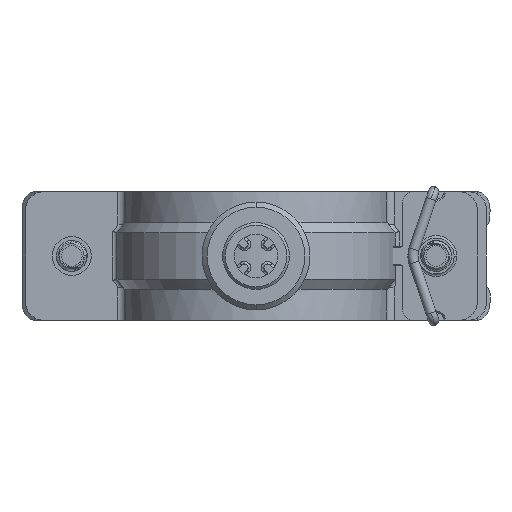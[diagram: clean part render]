
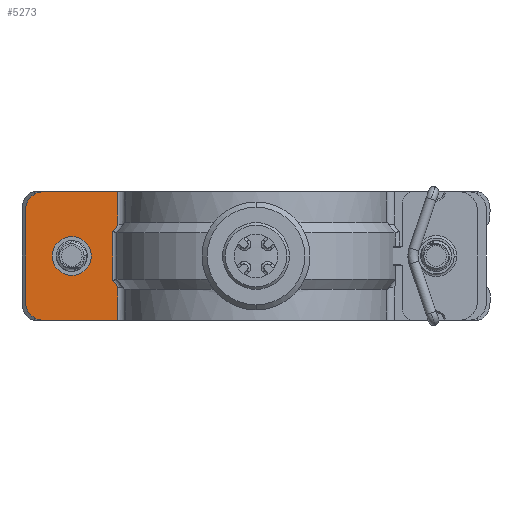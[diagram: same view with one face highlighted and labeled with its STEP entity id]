
A CAD part, front view. The second image highlights one B-rep face of the part: STEP entity #5273.
In plain terms, the highlighted planar face has unit normal (0, -1, 0).
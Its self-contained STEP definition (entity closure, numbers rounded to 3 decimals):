
#107 = LINE ( 'NONE', #18878, #21452 ) ;
#519 = EDGE_LOOP ( 'NONE', ( #37022, #16283 ) ) ;
#652 = CARTESIAN_POINT ( 'NONE',  ( -27.752, -4.25, -4.877 ) ) ;
#788 = VECTOR ( 'NONE', #35931, 1000. ) ;
#2646 = FACE_OUTER_BOUND ( 'NONE', #15120, .T. ) ;
#3225 = EDGE_CURVE ( 'NONE', #17301, #25773, #11127, .T. ) ;
#3776 = CARTESIAN_POINT ( 'NONE',  ( -27.668, -4.25, -4.988 ) ) ;
#3788 = VERTEX_POINT ( 'NONE', #15223 ) ;
#4566 = CARTESIAN_POINT ( 'NONE',  ( -27.668, -4.25, 4.988 ) ) ;
#4781 = VERTEX_POINT ( 'NONE', #13016 ) ;
#5075 = CARTESIAN_POINT ( 'NONE',  ( -26.892, -4.25, 12.5 ) ) ;
#5163 = DIRECTION ( 'NONE',  ( 0., 1., 0. ) ) ;
#5273 = ADVANCED_FACE ( 'NONE', ( #2646, #15572 ), #33703, .F. ) ;
#6447 = B_SPLINE_CURVE_WITH_KNOTS ( 'NONE', 3,
 ( #16678, #32717, #10862, #32320, #3776, #652, #13366 ),
 .UNSPECIFIED., .F., .F.,
 ( 4, 3, 4 ),
 ( 0., 0.001, 0.002 ),
 .UNSPECIFIED. ) ;
#6522 = AXIS2_PLACEMENT_3D ( 'NONE', #27890, #5163, #40379 ) ;
#6538 = CARTESIAN_POINT ( 'NONE',  ( -26.892, -4.25, -6.011 ) ) ;
#6586 = VERTEX_POINT ( 'NONE', #13666 ) ;
#6591 = VERTEX_POINT ( 'NONE', #8024 ) ;
#6725 = EDGE_CURVE ( 'NONE', #6586, #26458, #36363, .T. ) ;
#7944 = ORIENTED_EDGE ( 'NONE', *, *, #19293, .T. ) ;
#8024 = CARTESIAN_POINT ( 'NONE',  ( -26.892, -4.25, -12.5 ) ) ;
#8537 = CARTESIAN_POINT ( 'NONE',  ( -26.892, -4.25, 6.011 ) ) ;
#9311 = DIRECTION ( 'NONE',  ( 1., 0., 0. ) ) ;
#9506 = EDGE_CURVE ( 'NONE', #28627, #6591, #107, .T. ) ;
#10481 = VECTOR ( 'NONE', #32060, 1000. ) ;
#10633 = CARTESIAN_POINT ( 'NONE',  ( -27.752, -4.25, 4.877 ) ) ;
#10862 = CARTESIAN_POINT ( 'NONE',  ( -27.353, -4.25, -5.403 ) ) ;
#11127 = CIRCLE ( 'NONE', #14303, 3.8 ) ;
#11916 = EDGE_CURVE ( 'NONE', #4781, #6591, #37839, .T. ) ;
#12095 = ORIENTED_EDGE ( 'NONE', *, *, #21739, .F. ) ;
#12899 = LINE ( 'NONE', #38299, #10481 ) ;
#13016 = CARTESIAN_POINT ( 'NONE',  ( -41.345, -4.25, -12.5 ) ) ;
#13366 = CARTESIAN_POINT ( 'NONE',  ( -27.837, -4.25, -4.765 ) ) ;
#13406 = ORIENTED_EDGE ( 'NONE', *, *, #39906, .T. ) ;
#13666 = CARTESIAN_POINT ( 'NONE',  ( -41.345, -4.25, 12.5 ) ) ;
#13745 = CARTESIAN_POINT ( 'NONE',  ( -27.837, -4.25, -4.765 ) ) ;
#13981 = CARTESIAN_POINT ( 'NONE',  ( -41.345, -4.25, -9. ) ) ;
#14303 = AXIS2_PLACEMENT_3D ( 'NONE', #21306, #23598, #18181 ) ;
#14525 = B_SPLINE_CURVE_WITH_KNOTS ( 'NONE', 3,
 ( #29590, #10633, #4566, #23741, #33309, #31045, #8537 ),
 .UNSPECIFIED., .F., .F.,
 ( 4, 3, 4 ),
 ( 0., 0., 0.002 ),
 .UNSPECIFIED. ) ;
#14877 = VERTEX_POINT ( 'NONE', #33575 ) ;
#14956 = VECTOR ( 'NONE', #9311, 1000. ) ;
#14995 = DIRECTION ( 'NONE',  ( 0., 0., 1. ) ) ;
#15120 = EDGE_LOOP ( 'NONE', ( #20297, #27078, #21975, #34045, #12095, #24167, #13406, #7944, #27157, #16972 ) ) ;
#15223 = CARTESIAN_POINT ( 'NONE',  ( -26.892, -4.25, 6.011 ) ) ;
#15398 = CARTESIAN_POINT ( 'NONE',  ( -41.345, -4.25, 9. ) ) ;
#15572 = FACE_BOUND ( 'NONE', #519, .T. ) ;
#16283 = ORIENTED_EDGE ( 'NONE', *, *, #3225, .T. ) ;
#16678 = CARTESIAN_POINT ( 'NONE',  ( -26.892, -4.25, -6.011 ) ) ;
#16924 = EDGE_CURVE ( 'NONE', #28627, #38021, #6447, .T. ) ;
#16972 = ORIENTED_EDGE ( 'NONE', *, *, #11916, .T. ) ;
#17301 = VERTEX_POINT ( 'NONE', #31590 ) ;
#18181 = DIRECTION ( 'NONE',  ( 0., 0., 1. ) ) ;
#18878 = CARTESIAN_POINT ( 'NONE',  ( -26.892, -4.25, 12.5 ) ) ;
#19097 = LINE ( 'NONE', #31808, #31779 ) ;
#19293 = EDGE_CURVE ( 'NONE', #35395, #14877, #12899, .T. ) ;
#19487 = AXIS2_PLACEMENT_3D ( 'NONE', #13981, #32719, #20848 ) ;
#19553 = EDGE_CURVE ( 'NONE', #38021, #32111, #19097, .T. ) ;
#20297 = ORIENTED_EDGE ( 'NONE', *, *, #9506, .F. ) ;
#20848 = DIRECTION ( 'NONE',  ( 0., 0., 1. ) ) ;
#21306 = CARTESIAN_POINT ( 'NONE',  ( -35.845, -4.25, 0. ) ) ;
#21360 = AXIS2_PLACEMENT_3D ( 'NONE', #15398, #28118, #14995 ) ;
#21452 = VECTOR ( 'NONE', #21999, 1000. ) ;
#21739 = EDGE_CURVE ( 'NONE', #26458, #3788, #23236, .T. ) ;
#21975 = ORIENTED_EDGE ( 'NONE', *, *, #19553, .T. ) ;
#21999 = DIRECTION ( 'NONE',  ( 0., 0., -1. ) ) ;
#23126 = EDGE_CURVE ( 'NONE', #25773, #17301, #30696, .T. ) ;
#23236 = LINE ( 'NONE', #26989, #788 ) ;
#23598 = DIRECTION ( 'NONE',  ( 0., 1., 0. ) ) ;
#23741 = CARTESIAN_POINT ( 'NONE',  ( -27.584, -4.25, 5.099 ) ) ;
#24167 = ORIENTED_EDGE ( 'NONE', *, *, #6725, .F. ) ;
#25630 = EDGE_CURVE ( 'NONE', #32111, #3788, #14525, .T. ) ;
#25773 = VERTEX_POINT ( 'NONE', #32252 ) ;
#26458 = VERTEX_POINT ( 'NONE', #5075 ) ;
#26989 = CARTESIAN_POINT ( 'NONE',  ( -26.892, -4.25, 12.5 ) ) ;
#27078 = ORIENTED_EDGE ( 'NONE', *, *, #16924, .T. ) ;
#27157 = ORIENTED_EDGE ( 'NONE', *, *, #30731, .T. ) ;
#27890 = CARTESIAN_POINT ( 'NONE',  ( -44.845, -4.25, 12.5 ) ) ;
#28006 = CIRCLE ( 'NONE', #21360, 3.5 ) ;
#28118 = DIRECTION ( 'NONE',  ( 0., -1., 0. ) ) ;
#28300 = CARTESIAN_POINT ( 'NONE',  ( -35.845, -4.25, 0. ) ) ;
#28627 = VERTEX_POINT ( 'NONE', #6538 ) ;
#29590 = CARTESIAN_POINT ( 'NONE',  ( -27.837, -4.25, 4.765 ) ) ;
#30327 = DIRECTION ( 'NONE',  ( 1., 0., 0. ) ) ;
#30696 = CIRCLE ( 'NONE', #35989, 3.8 ) ;
#30731 = EDGE_CURVE ( 'NONE', #14877, #4781, #37447, .T. ) ;
#30943 = CARTESIAN_POINT ( 'NONE',  ( -44.845, -4.25, 9. ) ) ;
#31045 = CARTESIAN_POINT ( 'NONE',  ( -27.123, -4.25, 5.707 ) ) ;
#31177 = VECTOR ( 'NONE', #30327, 1000. ) ;
#31590 = CARTESIAN_POINT ( 'NONE',  ( -35.845, -4.25, -3.8 ) ) ;
#31779 = VECTOR ( 'NONE', #38245, 1000. ) ;
#31808 = CARTESIAN_POINT ( 'NONE',  ( -27.837, -4.25, 12.5 ) ) ;
#32060 = DIRECTION ( 'NONE',  ( 0., 0., -1. ) ) ;
#32111 = VERTEX_POINT ( 'NONE', #40639 ) ;
#32252 = CARTESIAN_POINT ( 'NONE',  ( -35.845, -4.25, 3.8 ) ) ;
#32320 = CARTESIAN_POINT ( 'NONE',  ( -27.584, -4.25, -5.099 ) ) ;
#32717 = CARTESIAN_POINT ( 'NONE',  ( -27.123, -4.25, -5.707 ) ) ;
#32719 = DIRECTION ( 'NONE',  ( 0., -1., 0. ) ) ;
#32815 = CARTESIAN_POINT ( 'NONE',  ( -44.845, -4.25, 12.5 ) ) ;
#33309 = CARTESIAN_POINT ( 'NONE',  ( -27.353, -4.25, 5.403 ) ) ;
#33575 = CARTESIAN_POINT ( 'NONE',  ( -44.845, -4.25, -9. ) ) ;
#33703 = PLANE ( 'NONE',  #6522 ) ;
#34045 = ORIENTED_EDGE ( 'NONE', *, *, #25630, .T. ) ;
#34328 = DIRECTION ( 'NONE',  ( 0., 1., 0. ) ) ;
#34524 = DIRECTION ( 'NONE',  ( 0., 0., 1. ) ) ;
#35317 = CARTESIAN_POINT ( 'NONE',  ( -44.845, -4.25, -12.5 ) ) ;
#35395 = VERTEX_POINT ( 'NONE', #30943 ) ;
#35931 = DIRECTION ( 'NONE',  ( 0., 0., -1. ) ) ;
#35989 = AXIS2_PLACEMENT_3D ( 'NONE', #28300, #34328, #34524 ) ;
#36363 = LINE ( 'NONE', #32815, #31177 ) ;
#37022 = ORIENTED_EDGE ( 'NONE', *, *, #23126, .T. ) ;
#37447 = CIRCLE ( 'NONE', #19487, 3.5 ) ;
#37839 = LINE ( 'NONE', #35317, #14956 ) ;
#38021 = VERTEX_POINT ( 'NONE', #13745 ) ;
#38245 = DIRECTION ( 'NONE',  ( 0., 0., 1. ) ) ;
#38299 = CARTESIAN_POINT ( 'NONE',  ( -44.845, -4.25, 12.5 ) ) ;
#39906 = EDGE_CURVE ( 'NONE', #6586, #35395, #28006, .T. ) ;
#40379 = DIRECTION ( 'NONE',  ( 0., 0., 1. ) ) ;
#40639 = CARTESIAN_POINT ( 'NONE',  ( -27.837, -4.25, 4.765 ) ) ;
